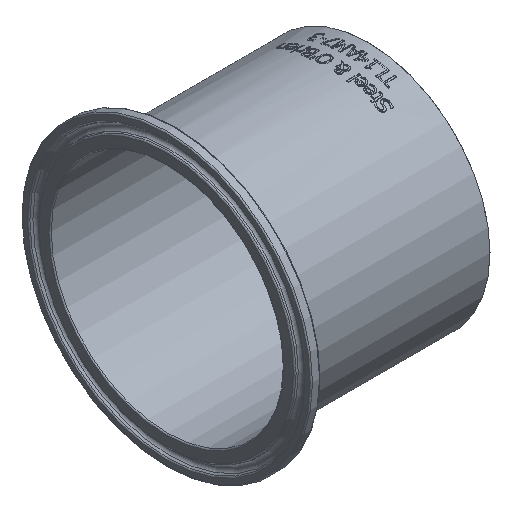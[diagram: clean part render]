
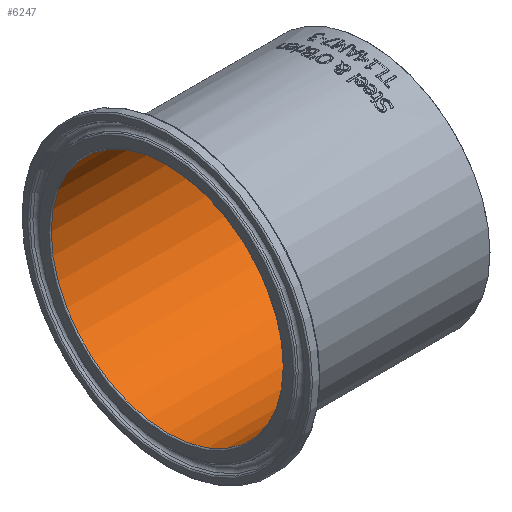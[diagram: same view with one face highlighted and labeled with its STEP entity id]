
A CAD part, isometric view. The second image highlights one B-rep face of the part: STEP entity #6247.
In plain terms, the highlighted cylindrical face has radius 36.449 mm (diameter 72.898 mm), a full revolution.
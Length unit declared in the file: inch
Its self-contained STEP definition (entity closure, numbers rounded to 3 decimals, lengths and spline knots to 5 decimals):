
#103=FACE_BOUND('',#1142,.T.);
#755=FACE_OUTER_BOUND('',#1141,.T.);
#1141=EDGE_LOOP('',(#5817));
#1142=EDGE_LOOP('',(#5818));
#2187=CIRCLE('',#6656,1.435);
#2189=CIRCLE('',#6660,1.435);
#3083=VERTEX_POINT('',#13299);
#3085=VERTEX_POINT('',#13305);
#4001=EDGE_CURVE('',#3083,#3083,#2187,.T.);
#4003=EDGE_CURVE('',#3085,#3085,#2189,.T.);
#5817=ORIENTED_EDGE('',*,*,#4003,.F.);
#5818=ORIENTED_EDGE('',*,*,#4001,.F.);
#5885=CYLINDRICAL_SURFACE('',#6659,1.435);
#6247=ADVANCED_FACE('',(#755,#103),#5885,.F.);
#6656=AXIS2_PLACEMENT_3D('',#13300,#7900,#7901);
#6659=AXIS2_PLACEMENT_3D('',#13304,#7906,#7907);
#6660=AXIS2_PLACEMENT_3D('',#13306,#7908,#7909);
#7900=DIRECTION('center_axis',(-1.,0.,0.));
#7901=DIRECTION('ref_axis',(0.,-1.,0.));
#7906=DIRECTION('center_axis',(1.,0.,0.));
#7907=DIRECTION('ref_axis',(0.,1.,0.));
#7908=DIRECTION('center_axis',(1.,0.,0.));
#7909=DIRECTION('ref_axis',(0.,-1.,0.));
#13299=CARTESIAN_POINT('',(2.495,1.435,0.));
#13300=CARTESIAN_POINT('Origin',(2.495,0.,0.));
#13304=CARTESIAN_POINT('Origin',(1.2655,0.,0.));
#13305=CARTESIAN_POINT('',(0.015,1.435,0.));
#13306=CARTESIAN_POINT('Origin',(0.015,0.,0.));
